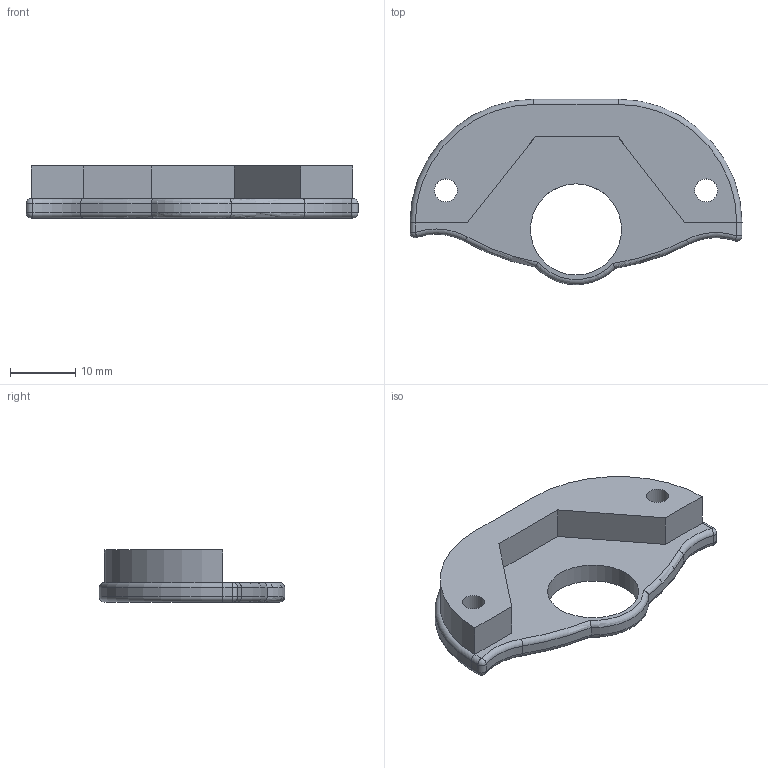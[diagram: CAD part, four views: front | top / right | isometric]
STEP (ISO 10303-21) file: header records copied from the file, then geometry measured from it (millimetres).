
FILE_DESCRIPTION(/* description */ (''),/* implementation_level */ '2;1');
FILE_NAME(/* name */ '10 - syringe retainer back.stp',/* time_stamp */ '2023-01-17T10:50:14+01:00',/* author */ ('JN'),/* organization */ (''),/* preprocessor_version */ 'ST-DEVELOPER v18.1',/* originating_system */ 'Autodesk Inventor 2022',/* authorisation */ '');
FILE_SCHEMA (('AUTOMOTIVE_DESIGN { 1 0 10303 214 3 1 1 }'));
Length unit declared in the file: millimetre
Products named in the file (1): Spritzenhalter stamp
Bounding box: 51 x 28.5 x 8 mm (x, y, z)
Volume: 4838.1 mm3; surface area: 3079.8 mm2
Topology: 1 solids, 1 shells, 50 faces, 110 edges, 62 vertices
Faces by surface type: cylinder 20, torus 14, plane 12, sphere 4
Full cylindrical faces by diameter (mm): 3.5 x2, 14 x1
Entity records: 1459 total; most frequent: CARTESIAN_POINT 275, DIRECTION 268, ORIENTED_EDGE 220, AXIS2_PLACEMENT_3D 111, EDGE_CURVE 110, VERTEX_POINT 62, CIRCLE 60, EDGE_LOOP 56
